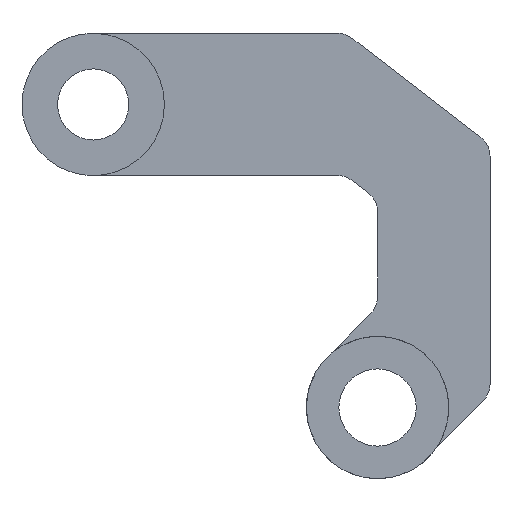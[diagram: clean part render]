
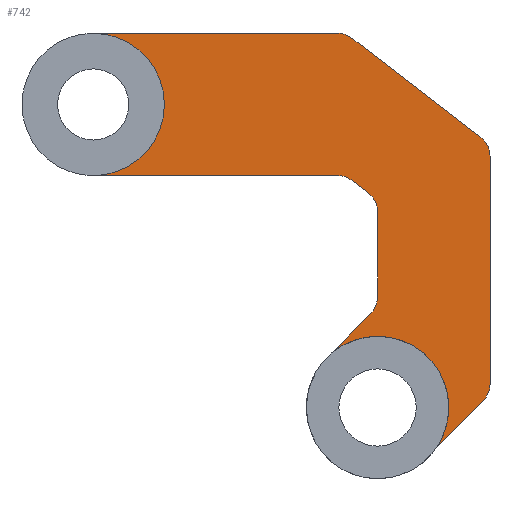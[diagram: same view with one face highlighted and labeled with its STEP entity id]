
A CAD part, left-side view. The second image highlights one B-rep face of the part: STEP entity #742.
In plain terms, the highlighted planar face has unit normal (-1, 0, 0).
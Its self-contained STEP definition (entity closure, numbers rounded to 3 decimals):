
#8 = VECTOR ( 'NONE', #188, 1000. ) ;
#14 = CARTESIAN_POINT ( 'NONE',  ( 14.405, 17.901, 103.904 ) ) ;
#18 = VERTEX_POINT ( 'NONE', #405 ) ;
#19 = CIRCLE ( 'NONE', #211, 1. ) ;
#33 = CARTESIAN_POINT ( 'NONE',  ( 14.405, 6.989, 103.696 ) ) ;
#38 = DIRECTION ( 'NONE',  ( -1., 0., 0. ) ) ;
#51 = CARTESIAN_POINT ( 'NONE',  ( 14.405, 8.038, 96.254 ) ) ;
#55 = EDGE_CURVE ( 'NONE', #593, #273, #358, .T. ) ;
#61 = CARTESIAN_POINT ( 'NONE',  ( 14.405, 8.038, 96.254 ) ) ;
#80 = EDGE_CURVE ( 'NONE', #484, #758, #330, .T. ) ;
#86 = EDGE_CURVE ( 'NONE', #441, #336, #252, .T. ) ;
#89 = EDGE_CURVE ( 'NONE', #758, #174, #19, .T. ) ;
#112 = CARTESIAN_POINT ( 'NONE',  ( 14.405, 12.058, 103.904 ) ) ;
#138 = ORIENTED_EDGE ( 'NONE', *, *, #359, .T. ) ;
#150 = CARTESIAN_POINT ( 'NONE',  ( 14.405, 5.917, 102.871 ) ) ;
#151 = DIRECTION ( 'NONE',  ( 0., -0.707, 0.707 ) ) ;
#167 = VERTEX_POINT ( 'NONE', #14 ) ;
#174 = VERTEX_POINT ( 'NONE', #362 ) ;
#176 = DIRECTION ( 'NONE',  ( 0., 0., -1. ) ) ;
#177 = AXIS2_PLACEMENT_3D ( 'NONE', #268, #595, #667 ) ;
#180 = CARTESIAN_POINT ( 'NONE',  ( 14.405, 1.178, 94.705 ) ) ;
#188 = DIRECTION ( 'NONE',  ( 0., 0., 1. ) ) ;
#195 = DIRECTION ( 'NONE',  ( 0., 0., 1. ) ) ;
#210 = CARTESIAN_POINT ( 'NONE',  ( 14.405, 5.917, 97.133 ) ) ;
#211 = AXIS2_PLACEMENT_3D ( 'NONE', #539, #38, #319 ) ;
#213 = VECTOR ( 'NONE', #895, 1000. ) ;
#214 = CARTESIAN_POINT ( 'NONE',  ( 14.405, 3.368, 92.516 ) ) ;
#229 = ORIENTED_EDGE ( 'NONE', *, *, #283, .T. ) ;
#230 = CARTESIAN_POINT ( 'NONE',  ( 14.405, 5.917, 102.379 ) ) ;
#231 = ORIENTED_EDGE ( 'NONE', *, *, #237, .F. ) ;
#237 = EDGE_CURVE ( 'NONE', #514, #336, #631, .T. ) ;
#238 = CARTESIAN_POINT ( 'NONE',  ( 14.405, 6.917, 98.789 ) ) ;
#243 = ORIENTED_EDGE ( 'NONE', *, *, #843, .T. ) ;
#249 = EDGE_CURVE ( 'NONE', #273, #866, #586, .T. ) ;
#251 = LINE ( 'NONE', #815, #8 ) ;
#252 = CIRCLE ( 'NONE', #177, 1. ) ;
#262 = DIRECTION ( 'NONE',  ( 0., -0.707, 0.707 ) ) ;
#264 = DIRECTION ( 'NONE',  ( 1., 0., 0. ) ) ;
#268 = CARTESIAN_POINT ( 'NONE',  ( 14.405, 7.599, 102.904 ) ) ;
#273 = VERTEX_POINT ( 'NONE', #210 ) ;
#280 = DIRECTION ( 'NONE',  ( 1., 0., 0. ) ) ;
#283 = EDGE_CURVE ( 'NONE', #866, #696, #345, .T. ) ;
#289 = VECTOR ( 'NONE', #884, 1000. ) ;
#295 = DIRECTION ( 'NONE',  ( 0., 0., -1. ) ) ;
#308 = CARTESIAN_POINT ( 'NONE',  ( 14.405, 17.901, 106.904 ) ) ;
#310 = VECTOR ( 'NONE', #845, 1000. ) ;
#319 = DIRECTION ( 'NONE',  ( 0., 0., -1. ) ) ;
#330 = LINE ( 'NONE', #180, #861 ) ;
#336 = VERTEX_POINT ( 'NONE', #33 ) ;
#345 = CIRCLE ( 'NONE', #421, 1. ) ;
#346 = VECTOR ( 'NONE', #864, 1000. ) ;
#352 = LINE ( 'NONE', #635, #213 ) ;
#357 = DIRECTION ( 'NONE',  ( 1., 0., 0. ) ) ;
#358 = CIRCLE ( 'NONE', #893, 3. ) ;
#359 = EDGE_CURVE ( 'NONE', #542, #167, #637, .T. ) ;
#360 = VECTOR ( 'NONE', #151, 1000. ) ;
#362 = CARTESIAN_POINT ( 'NONE',  ( 14.405, 1.568, 105.52 ) ) ;
#371 = CIRCLE ( 'NONE', #647, 1. ) ;
#372 = DIRECTION ( 'NONE',  ( 1., 0., 0. ) ) ;
#379 = VERTEX_POINT ( 'NONE', #230 ) ;
#384 = ORIENTED_EDGE ( 'NONE', *, *, #86, .T. ) ;
#386 = CARTESIAN_POINT ( 'NONE',  ( 14.405, 3.475, 92.39 ) ) ;
#388 = AXIS2_PLACEMENT_3D ( 'NONE', #238, #372, #846 ) ;
#405 = CARTESIAN_POINT ( 'NONE',  ( 14.405, 5.917, 98.789 ) ) ;
#410 = DIRECTION ( 'NONE',  ( 0., 0., 1. ) ) ;
#421 = AXIS2_PLACEMENT_3D ( 'NONE', #628, #280, #555 ) ;
#441 = VERTEX_POINT ( 'NONE', #886 ) ;
#451 = DIRECTION ( 'NONE',  ( -1., 0., 0. ) ) ;
#455 = CARTESIAN_POINT ( 'NONE',  ( 14.405, 6.21, 98.081 ) ) ;
#459 = AXIS2_PLACEMENT_3D ( 'NONE', #308, #709, #798 ) ;
#483 = EDGE_CURVE ( 'NONE', #593, #548, #598, .T. ) ;
#484 = VERTEX_POINT ( 'NONE', #541 ) ;
#498 = LINE ( 'NONE', #557, #360 ) ;
#500 = PLANE ( 'NONE',  #588 ) ;
#509 = CARTESIAN_POINT ( 'NONE',  ( 14.405, 10.423, 101.81 ) ) ;
#514 = VERTEX_POINT ( 'NONE', #818 ) ;
#524 = ORIENTED_EDGE ( 'NONE', *, *, #563, .T. ) ;
#526 = CARTESIAN_POINT ( 'NONE',  ( 14.405, 6.995, 109.696 ) ) ;
#528 = EDGE_CURVE ( 'NONE', #18, #379, #251, .T. ) ;
#539 = CARTESIAN_POINT ( 'NONE',  ( 14.405, 2.178, 104.728 ) ) ;
#541 = CARTESIAN_POINT ( 'NONE',  ( 14.405, 1.178, 95.119 ) ) ;
#542 = VERTEX_POINT ( 'NONE', #869 ) ;
#543 = CARTESIAN_POINT ( 'NONE',  ( 14.405, 5.917, 94.133 ) ) ;
#545 = AXIS2_PLACEMENT_3D ( 'NONE', #701, #357, #561 ) ;
#546 = VERTEX_POINT ( 'NONE', #526 ) ;
#548 = VERTEX_POINT ( 'NONE', #455 ) ;
#550 = ORIENTED_EDGE ( 'NONE', *, *, #249, .T. ) ;
#552 = ORIENTED_EDGE ( 'NONE', *, *, #80, .T. ) ;
#555 = DIRECTION ( 'NONE',  ( 0., 0., -1. ) ) ;
#556 = EDGE_CURVE ( 'NONE', #546, #687, #767, .T. ) ;
#557 = CARTESIAN_POINT ( 'NONE',  ( 14.405, 3.431, 92.453 ) ) ;
#561 = DIRECTION ( 'NONE',  ( 0., 0., 1. ) ) ;
#563 = EDGE_CURVE ( 'NONE', #514, #379, #371, .T. ) ;
#567 = DIRECTION ( 'NONE',  ( 0., 0., -1. ) ) ;
#578 = CARTESIAN_POINT ( 'NONE',  ( 14.405, 2.178, 95.119 ) ) ;
#584 = ORIENTED_EDGE ( 'NONE', *, *, #556, .T. ) ;
#586 = CIRCLE ( 'NONE', #545, 3. ) ;
#588 = AXIS2_PLACEMENT_3D ( 'NONE', #509, #778, #567 ) ;
#593 = VERTEX_POINT ( 'NONE', #61 ) ;
#595 = DIRECTION ( 'NONE',  ( 1., 0., 0. ) ) ;
#598 = LINE ( 'NONE', #51, #807 ) ;
#616 = DIRECTION ( 'NONE',  ( 0., 0., -1. ) ) ;
#623 = EDGE_CURVE ( 'NONE', #174, #546, #352, .T. ) ;
#625 = ORIENTED_EDGE ( 'NONE', *, *, #89, .T. ) ;
#628 = CARTESIAN_POINT ( 'NONE',  ( 14.405, 2.661, 91.809 ) ) ;
#630 = ORIENTED_EDGE ( 'NONE', *, *, #791, .T. ) ;
#631 = LINE ( 'NONE', #150, #310 ) ;
#635 = CARTESIAN_POINT ( 'NONE',  ( 14.405, 10.623, 112.489 ) ) ;
#637 = CIRCLE ( 'NONE', #459, 3. ) ;
#642 = CARTESIAN_POINT ( 'NONE',  ( 14.405, 1.471, 94.412 ) ) ;
#647 = AXIS2_PLACEMENT_3D ( 'NONE', #730, #804, #176 ) ;
#650 = FACE_OUTER_BOUND ( 'NONE', #867, .T. ) ;
#667 = DIRECTION ( 'NONE',  ( 0., 0., -1. ) ) ;
#670 = EDGE_CURVE ( 'NONE', #696, #755, #498, .T. ) ;
#672 = CARTESIAN_POINT ( 'NONE',  ( 14.405, 17.901, 109.904 ) ) ;
#682 = DIRECTION ( 'NONE',  ( -1., 0., 0. ) ) ;
#687 = VERTEX_POINT ( 'NONE', #690 ) ;
#690 = CARTESIAN_POINT ( 'NONE',  ( 14.405, 7.605, 109.904 ) ) ;
#692 = ORIENTED_EDGE ( 'NONE', *, *, #483, .F. ) ;
#696 = VERTEX_POINT ( 'NONE', #214 ) ;
#701 = CARTESIAN_POINT ( 'NONE',  ( 14.405, 5.917, 94.133 ) ) ;
#709 = DIRECTION ( 'NONE',  ( 1., 0., 0. ) ) ;
#714 = EDGE_CURVE ( 'NONE', #18, #548, #851, .T. ) ;
#728 = ORIENTED_EDGE ( 'NONE', *, *, #623, .T. ) ;
#729 = LINE ( 'NONE', #112, #289 ) ;
#730 = CARTESIAN_POINT ( 'NONE',  ( 14.405, 6.917, 102.379 ) ) ;
#731 = ORIENTED_EDGE ( 'NONE', *, *, #55, .T. ) ;
#738 = CARTESIAN_POINT ( 'NONE',  ( 14.405, 7.605, 108.904 ) ) ;
#739 = ORIENTED_EDGE ( 'NONE', *, *, #528, .F. ) ;
#742 = ADVANCED_FACE ( 'NONE', ( #650 ), #500, .F. ) ;
#755 = VERTEX_POINT ( 'NONE', #642 ) ;
#758 = VERTEX_POINT ( 'NONE', #848 ) ;
#767 = CIRCLE ( 'NONE', #863, 1. ) ;
#778 = DIRECTION ( 'NONE',  ( 1., 0., 0. ) ) ;
#788 = ORIENTED_EDGE ( 'NONE', *, *, #832, .T. ) ;
#791 = EDGE_CURVE ( 'NONE', #755, #484, #839, .T. ) ;
#794 = ORIENTED_EDGE ( 'NONE', *, *, #670, .T. ) ;
#798 = DIRECTION ( 'NONE',  ( 0., 0., 1. ) ) ;
#804 = DIRECTION ( 'NONE',  ( 1., 0., 0. ) ) ;
#807 = VECTOR ( 'NONE', #262, 1000. ) ;
#809 = AXIS2_PLACEMENT_3D ( 'NONE', #578, #451, #295 ) ;
#815 = CARTESIAN_POINT ( 'NONE',  ( 14.405, 5.917, 98.374 ) ) ;
#818 = CARTESIAN_POINT ( 'NONE',  ( 14.405, 6.307, 103.171 ) ) ;
#832 = EDGE_CURVE ( 'NONE', #167, #441, #729, .T. ) ;
#839 = CIRCLE ( 'NONE', #809, 1. ) ;
#843 = EDGE_CURVE ( 'NONE', #687, #542, #872, .T. ) ;
#845 = DIRECTION ( 'NONE',  ( 0., 0.792, 0.61 ) ) ;
#846 = DIRECTION ( 'NONE',  ( 0., 0., -1. ) ) ;
#848 = CARTESIAN_POINT ( 'NONE',  ( 14.405, 1.178, 104.728 ) ) ;
#851 = CIRCLE ( 'NONE', #388, 1. ) ;
#861 = VECTOR ( 'NONE', #195, 1000. ) ;
#863 = AXIS2_PLACEMENT_3D ( 'NONE', #738, #682, #616 ) ;
#864 = DIRECTION ( 'NONE',  ( 0., 1., 0. ) ) ;
#866 = VERTEX_POINT ( 'NONE', #386 ) ;
#867 = EDGE_LOOP ( 'NONE', ( #728, #584, #243, #138, #788, #384, #231, #524, #739, #889, #692, #731, #550, #229, #794, #630, #552, #625 ) ) ;
#869 = CARTESIAN_POINT ( 'NONE',  ( 14.405, 17.901, 109.904 ) ) ;
#872 = LINE ( 'NONE', #672, #346 ) ;
#884 = DIRECTION ( 'NONE',  ( 0., -1., 0. ) ) ;
#886 = CARTESIAN_POINT ( 'NONE',  ( 14.405, 7.599, 103.904 ) ) ;
#889 = ORIENTED_EDGE ( 'NONE', *, *, #714, .T. ) ;
#893 = AXIS2_PLACEMENT_3D ( 'NONE', #543, #264, #410 ) ;
#895 = DIRECTION ( 'NONE',  ( 0., 0.792, 0.61 ) ) ;
